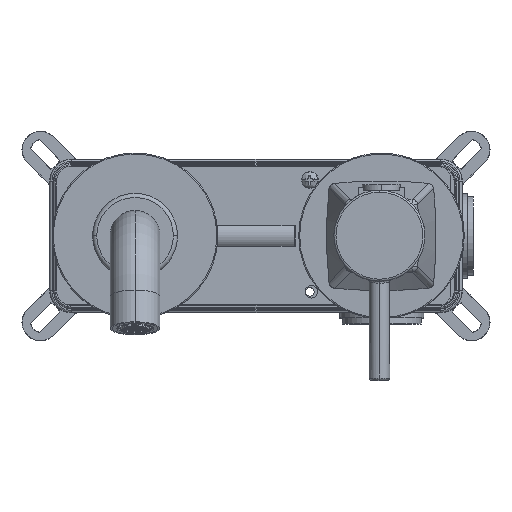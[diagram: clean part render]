
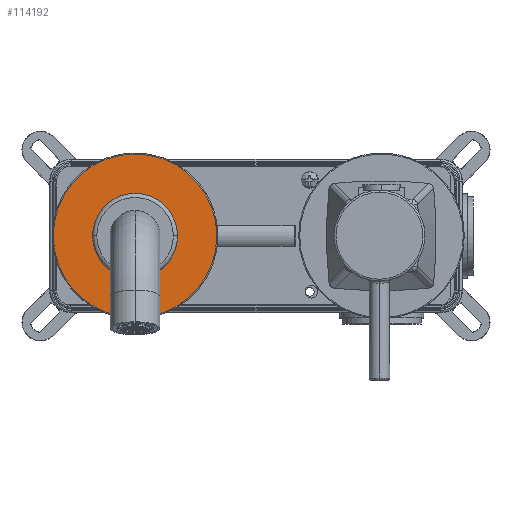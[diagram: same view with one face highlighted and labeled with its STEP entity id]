
A CAD part, top view. The second image highlights one B-rep face of the part: STEP entity #114192.
In plain terms, the highlighted face is planar.
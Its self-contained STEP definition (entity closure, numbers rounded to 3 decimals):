
#113686=CARTESIAN_POINT('',(0.,4.,0.));
#113687=DIRECTION('',(0.,-1.,0.));
#113688=DIRECTION('',(1.,0.,0.));
#113689=AXIS2_PLACEMENT_3D('',#113686,#113687,#113688);
#113699=CARTESIAN_POINT('',(0.,4.,0.));
#113700=DIRECTION('',(0.,1.,0.));
#113701=DIRECTION('',(1.,0.,0.));
#113702=AXIS2_PLACEMENT_3D('',#113699,#113700,#113701);
#113841=CARTESIAN_POINT('',(0.,4.,0.));
#113842=DIRECTION('',(0.,1.,0.));
#113843=DIRECTION('',(1.,0.,0.));
#113844=AXIS2_PLACEMENT_3D('',#113841,#113842,#113843);
#113846=CARTESIAN_POINT('',(0.,4.,0.));
#113847=DIRECTION('',(0.,1.,0.));
#113848=DIRECTION('',(-1.,0.,0.));
#113849=AXIS2_PLACEMENT_3D('',#113846,#113847,#113848);
#113874=CARTESIAN_POINT('',(12.25,4.,0.));
#113876=VERTEX_POINT('',#113874);
#113878=CARTESIAN_POINT('',(-12.25,4.,0.));
#113880=VERTEX_POINT('',#113878);
#113882=CARTESIAN_POINT('',(39.5,4.,0.));
#113883=CARTESIAN_POINT('',(-39.5,4.,0.));
#113884=VERTEX_POINT('',#113882);
#113885=VERTEX_POINT('',#113883);
#114178=CARTESIAN_POINT('',(0.,4.,0.));
#114179=DIRECTION('',(0.,-1.,0.));
#114180=DIRECTION('',(-1.,0.,0.));
#114181=AXIS2_PLACEMENT_3D('',#114178,#114179,#114180);
#114182=PLANE('',#114181);
#114184=ORIENTED_EDGE('',*,*,#114183,.F.);
#114185=ORIENTED_EDGE('',*,*,#114168,.F.);
#114186=EDGE_LOOP('',(#114184,#114185));
#114187=FACE_OUTER_BOUND('',#114186,.F.);
#114188=ORIENTED_EDGE('',*,*,#113933,.F.);
#114189=ORIENTED_EDGE('',*,*,#113951,.T.);
#114190=EDGE_LOOP('',(#114188,#114189));
#114191=FACE_BOUND('',#114190,.F.);
#114192=ADVANCED_FACE('',(#114187,#114191),#114182,.F.);
#113690=CIRCLE('',#113689,12.25);
#113703=CIRCLE('',#113702,12.25);
#113845=CIRCLE('',#113844,39.5);
#113850=CIRCLE('',#113849,39.5);
#113933=EDGE_CURVE('',#113876,#113880,#113690,.T.);
#113951=EDGE_CURVE('',#113876,#113880,#113703,.T.);
#114168=EDGE_CURVE('',#113885,#113884,#113850,.T.);
#114183=EDGE_CURVE('',#113884,#113885,#113845,.T.);
